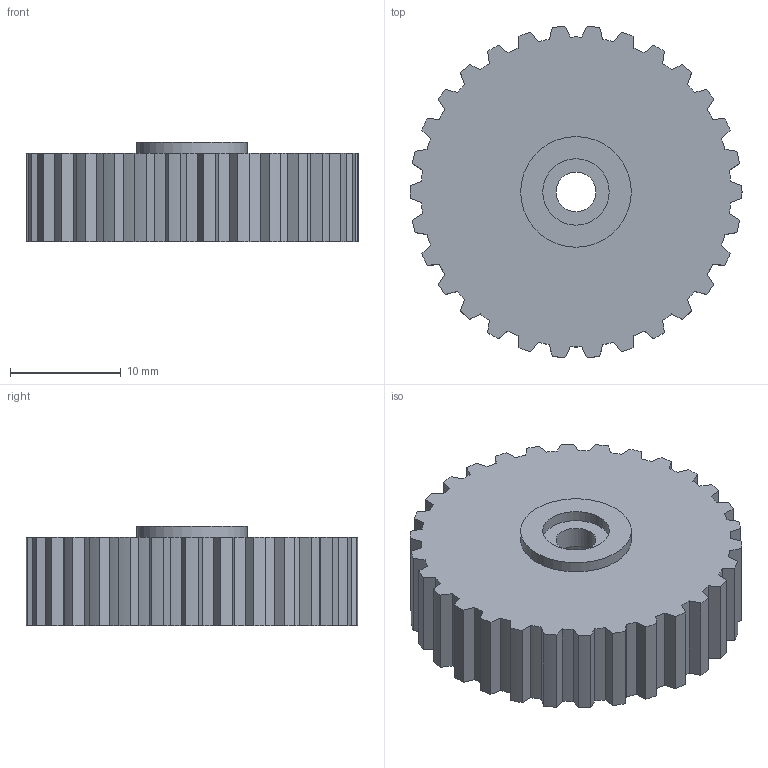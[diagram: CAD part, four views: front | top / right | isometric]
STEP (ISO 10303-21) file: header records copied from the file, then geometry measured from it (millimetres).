
FILE_DESCRIPTION(('FreeCAD Model'),'2;1');
FILE_NAME('HeightKnob.step', '2017-04-14T11:01:09',('Author'),(''), 'Open CASCADE STEP processor 6.8','FreeCAD','Unknown');
FILE_SCHEMA(('AUTOMOTIVE_DESIGN_CC2 { 1 2 10303 214 -1 1 5 4 }'));
Length unit declared in the file: millimetre
Products named in the file (2): ASSEMBLY; Final
Assembly tree (1 placements, depth 2):
  ASSEMBLY
    Final
Bounding box: 30 x 29.93 x 9 mm (x, y, z)
Volume: 5164.7 mm3; surface area: 2531.2 mm2
Topology: 1 solids, 1 shells, 135 faces, 390 edges, 260 vertices
Faces by surface type: plane 71, cylinder 64
Full cylindrical faces by diameter (mm): 3.6 x1, 6 x1, 10 x1
Entity records: 9966 total; most frequent: CARTESIAN_POINT 2329, DIRECTION 1445, LINE 914, VECTOR 914, ORIENTED_EDGE 780, PCURVE 780, DEFINITIONAL_REPRESENTATION 780, EDGE_CURVE 390
